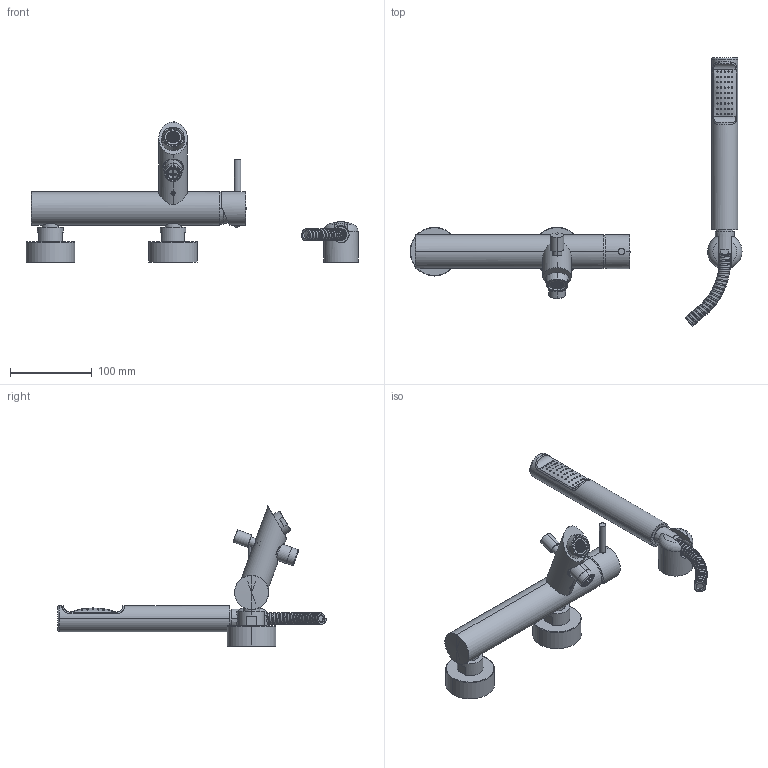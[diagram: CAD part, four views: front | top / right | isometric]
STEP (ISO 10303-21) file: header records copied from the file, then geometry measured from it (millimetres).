
FILE_DESCRIPTION((''),'2;1');
FILE_NAME('BI026LCR','2021-11-03T15:22:49',('ut3'),('PAFFONI SpA'),'CREO PARAMETRIC BY PTC INC, 2020044','CREO PARAMETRIC BY PTC INC, 2020044','');
FILE_SCHEMA(('CONFIG_CONTROL_DESIGN','SHAPE_APPEARANCE_LAYERS_GROUPS'));
Length unit declared in the file: millimetre
Products named in the file (1): BI026LCR
Bounding box: 405.75 x 328.3 x 171.18 mm (x, y, z)
Volume: 496535.2 mm3; surface area: 216709.1 mm2
Topology: 5 solids, 6 shells, 2877 faces, 8044 edges, 5191 vertices
Faces by surface type: plane 2022, cylinder 505, torus 141, cone 130, bspline 63, sphere 16
Entity records: 155261 total; most frequent: CARTESIAN_POINT 58889, ORIENTED_EDGE 16010, DIRECTION 15337, EDGE_CURVE 8005, VERTEX_POINT 5189, AXIS2_PLACEMENT_3D 5139, VECTOR 5059, LINE 5059
